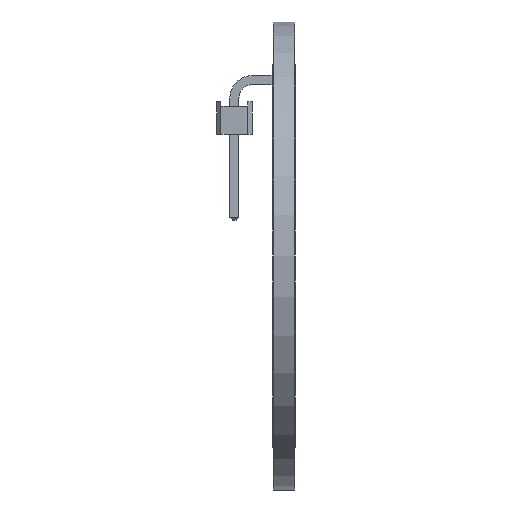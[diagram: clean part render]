
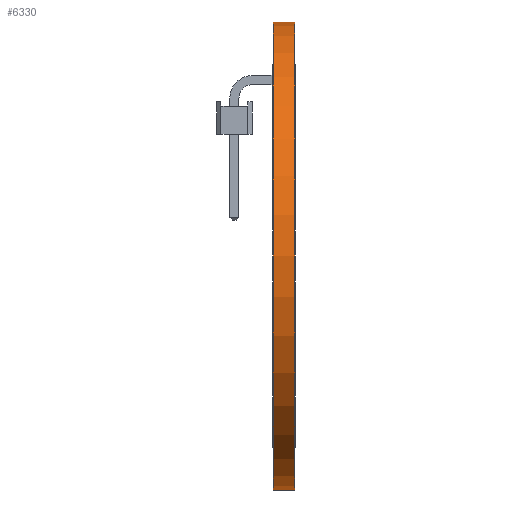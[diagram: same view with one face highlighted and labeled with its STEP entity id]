
A CAD part, left-side view. The second image highlights one B-rep face of the part: STEP entity #6330.
In plain terms, the highlighted cylindrical face has radius 16.383 mm (diameter 32.766 mm), a partial arc.
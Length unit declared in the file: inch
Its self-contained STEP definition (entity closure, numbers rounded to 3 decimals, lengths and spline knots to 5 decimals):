
#274 = CARTESIAN_POINT ( 'NONE',  ( 0., -0.03, 0.645 ) ) ;
#637 = EDGE_CURVE ( 'NONE', #6119, #2284, #4587, .T. ) ;
#700 = EDGE_CURVE ( 'NONE', #2284, #6328, #2608, .T. ) ;
#923 = LINE ( 'NONE', #3414, #5105 ) ;
#934 = CYLINDRICAL_SURFACE ( 'NONE', #5356, 0.645 ) ;
#979 = EDGE_LOOP ( 'NONE', ( #4351, #3793, #5489, #6586 ) ) ;
#1097 = FACE_OUTER_BOUND ( 'NONE', #979, .T. ) ;
#1310 = DIRECTION ( 'NONE',  ( 0., 1., 0. ) ) ;
#1372 = DIRECTION ( 'NONE',  ( 0., -1., 0. ) ) ;
#2213 = DIRECTION ( 'NONE',  ( 0., -1., 0. ) ) ;
#2284 = VERTEX_POINT ( 'NONE', #3419 ) ;
#2319 = DIRECTION ( 'NONE',  ( 0., -1., 0. ) ) ;
#2511 = CARTESIAN_POINT ( 'NONE',  ( 0., 0.03, -0.645 ) ) ;
#2608 = CIRCLE ( 'NONE', #5935, 0.645 ) ;
#3414 = CARTESIAN_POINT ( 'NONE',  ( 0., 0.03, 0.645 ) ) ;
#3419 = CARTESIAN_POINT ( 'NONE',  ( 0., -0.03, -0.645 ) ) ;
#3793 = ORIENTED_EDGE ( 'NONE', *, *, #6913, .F. ) ;
#4351 = ORIENTED_EDGE ( 'NONE', *, *, #6830, .F. ) ;
#4415 = VECTOR ( 'NONE', #2213, 39.37008 ) ;
#4420 = DIRECTION ( 'NONE',  ( 0., 0., 1. ) ) ;
#4515 = DIRECTION ( 'NONE',  ( 0., 1., 0. ) ) ;
#4587 = LINE ( 'NONE', #5864, #4415 ) ;
#4598 = CARTESIAN_POINT ( 'NONE',  ( 0., 0.03, 0. ) ) ;
#4635 = CARTESIAN_POINT ( 'NONE',  ( 0., 0.03, 0. ) ) ;
#4955 = CARTESIAN_POINT ( 'NONE',  ( 0., -0.03, 0. ) ) ;
#5105 = VECTOR ( 'NONE', #2319, 39.37008 ) ;
#5145 = DIRECTION ( 'NONE',  ( 0., 0., 1. ) ) ;
#5199 = DIRECTION ( 'NONE',  ( 0., 0., -1. ) ) ;
#5356 = AXIS2_PLACEMENT_3D ( 'NONE', #4635, #1372, #5199 ) ;
#5489 = ORIENTED_EDGE ( 'NONE', *, *, #637, .T. ) ;
#5516 = AXIS2_PLACEMENT_3D ( 'NONE', #4598, #1310, #5145 ) ;
#5666 = VERTEX_POINT ( 'NONE', #5957 ) ;
#5864 = CARTESIAN_POINT ( 'NONE',  ( 0., 0.03, -0.645 ) ) ;
#5935 = AXIS2_PLACEMENT_3D ( 'NONE', #4955, #4515, #4420 ) ;
#5957 = CARTESIAN_POINT ( 'NONE',  ( 0., 0.03, 0.645 ) ) ;
#6030 = CIRCLE ( 'NONE', #5516, 0.645 ) ;
#6119 = VERTEX_POINT ( 'NONE', #2511 ) ;
#6328 = VERTEX_POINT ( 'NONE', #274 ) ;
#6330 = ADVANCED_FACE ( 'NONE', ( #1097 ), #934, .T. ) ;
#6586 = ORIENTED_EDGE ( 'NONE', *, *, #700, .T. ) ;
#6830 = EDGE_CURVE ( 'NONE', #5666, #6328, #923, .T. ) ;
#6913 = EDGE_CURVE ( 'NONE', #6119, #5666, #6030, .T. ) ;
